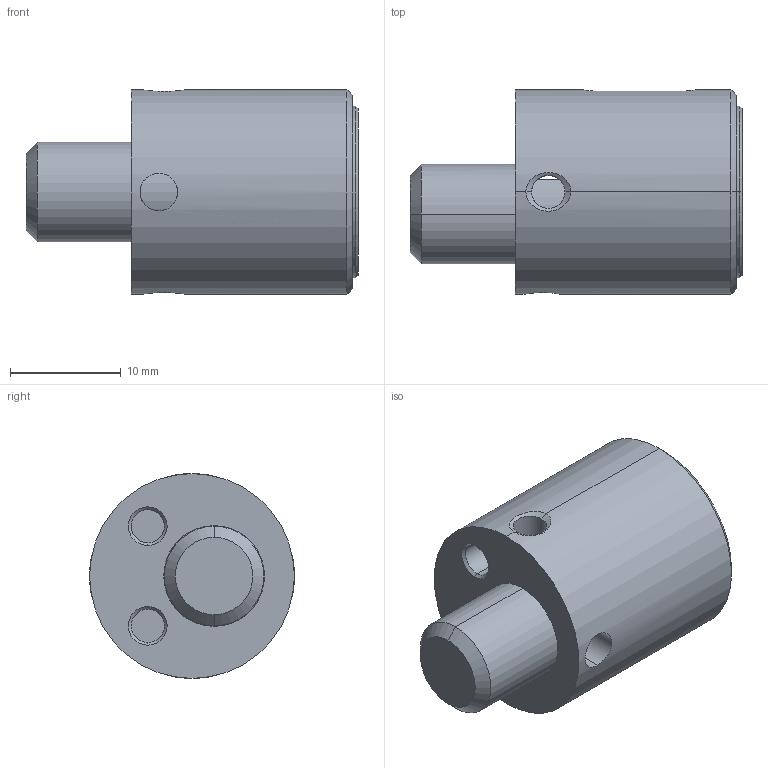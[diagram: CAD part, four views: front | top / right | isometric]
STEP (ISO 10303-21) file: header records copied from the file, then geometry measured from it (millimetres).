
FILE_DESCRIPTION (( 'STEP AP203' ), '1' );
FILE_NAME ('C-108.STEP', '2018-11-06T05:55:22', ( '' ), ( '' ), 'SwSTEP 2.0', 'SolidWorks 2014', '' );
FILE_SCHEMA (( 'CONFIG_CONTROL_DESIGN' ));
Length unit declared in the file: millimetre
Products named in the file (5): C-108ローター_; C-108ハウジング_; C-108; C-108ガイドピン_; C-108僴僂僕儞僌働乕僗_
Assembly tree (4 placements, depth 2):
  C-108
    C-108僴僂僕儞僌働乕僗_
    C-108ハウジング_
    C-108ローター_
    C-108ガイドピン_
Bounding box: 30 x 18.5 x 18.5 mm (x, y, z)
Volume: 5434.4 mm3; surface area: 5320.4 mm2
Topology: 4 solids, 4 shells, 118 faces, 281 edges, 175 vertices
Faces by surface type: cylinder 54, plane 37, cone 27
Entity records: 4514 total; most frequent: CARTESIAN_POINT 1216, DIRECTION 605, ORIENTED_EDGE 558, EDGE_CURVE 279, AXIS2_PLACEMENT_3D 238, VERTEX_POINT 175, EDGE_LOOP 142, LINE 129
